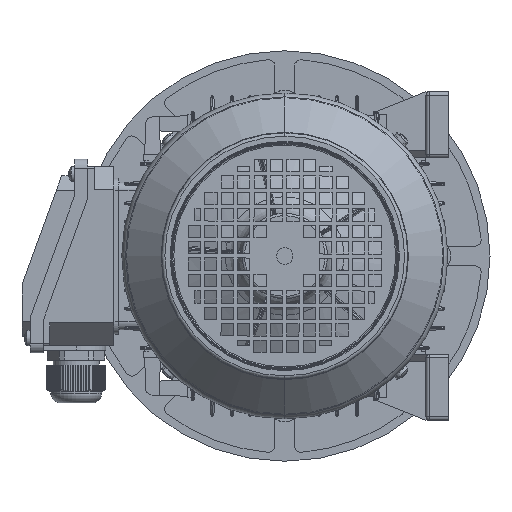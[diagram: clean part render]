
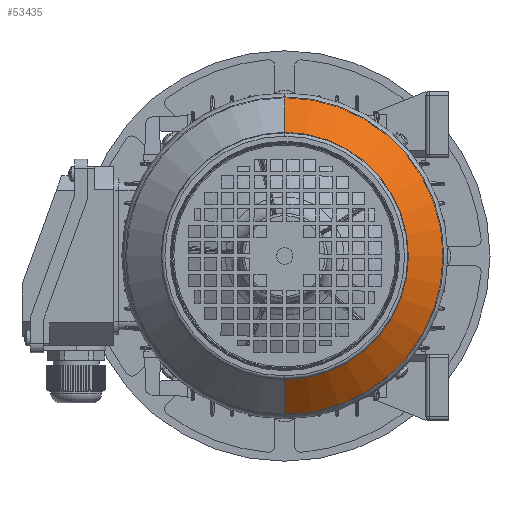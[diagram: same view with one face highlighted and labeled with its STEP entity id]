
A CAD part, left-side view. The second image highlights one B-rep face of the part: STEP entity #53435.
In plain terms, the highlighted conical face has half-angle 45 degrees and reference radius 75.293 mm.
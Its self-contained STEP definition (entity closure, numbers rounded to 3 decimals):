
#49415 = VERTEX_POINT ( 'NONE', #119142 ) ;
#49416 = VERTEX_POINT ( 'NONE', #119141 ) ;
#49481 = VERTEX_POINT ( 'NONE', #119322 ) ;
#49482 = VERTEX_POINT ( 'NONE', #119321 ) ;
#49484 = EDGE_CURVE ( 'NONE', #49482, #49416, #119320, .T. ) ;
#49487 = EDGE_CURVE ( 'NONE', #49481, #49415, #119316, .T. ) ;
#49491 = EDGE_CURVE ( 'NONE', #49482, #49481, #119310, .T. ) ;
#53435 = ADVANCED_FACE ( 'NONE', ( #77705 ), #77856, .T. ) ;
#53436 = EDGE_LOOP ( 'NONE', ( #53439, #53441, #53444, #53447 ) ) ;
#53439 = ORIENTED_EDGE ( 'NONE', *, *, #49484, .F. ) ;
#53441 = ORIENTED_EDGE ( 'NONE', *, *, #49491, .T. ) ;
#53444 = ORIENTED_EDGE ( 'NONE', *, *, #49487, .T. ) ;
#53447 = ORIENTED_EDGE ( 'NONE', *, *, #53448, .F. ) ;
#53448 = EDGE_CURVE ( 'NONE', #49416, #49415, #77816, .T. ) ;
#77703 = CARTESIAN_POINT ( 'NONE',  ( 91.707, 0., 0. ) ) ;
#77705 = FACE_OUTER_BOUND ( 'NONE', #53436, .T. ) ;
#77809 = DIRECTION ( 'NONE',  ( 0., 0., 1. ) ) ;
#77811 = DIRECTION ( 'NONE',  ( -1., 0., 0. ) ) ;
#77813 = CARTESIAN_POINT ( 'NONE',  ( 70.093, 0., 0. ) ) ;
#77815 = AXIS2_PLACEMENT_3D ( 'NONE', #77813, #77811, #77809 ) ;
#77816 = CIRCLE ( 'NONE', #77815, 96.907 ) ;
#77851 = DIRECTION ( 'NONE',  ( 0., 0., 1. ) ) ;
#77853 = DIRECTION ( 'NONE',  ( -1., 0., 0. ) ) ;
#77855 = AXIS2_PLACEMENT_3D ( 'NONE', #77703, #77853, #77851 ) ;
#77856 = CONICAL_SURFACE ( 'NONE', #77855, 75.293, 0.785 ) ;
#119141 = CARTESIAN_POINT ( 'NONE',  ( 70.093, 0., -96.907 ) ) ;
#119142 = CARTESIAN_POINT ( 'NONE',  ( 70.093, 0., 96.907 ) ) ;
#119302 = DIRECTION ( 'NONE',  ( 0., 0., 1. ) ) ;
#119303 = DIRECTION ( 'NONE',  ( -1., 0., 0. ) ) ;
#119304 = CARTESIAN_POINT ( 'NONE',  ( 91.707, 0., 0. ) ) ;
#119305 = AXIS2_PLACEMENT_3D ( 'NONE', #119304, #119303, #119302 ) ;
#119310 = CIRCLE ( 'NONE', #119305, 75.293 ) ;
#119313 = DIRECTION ( 'NONE',  ( -0.707, 0., 0.707 ) ) ;
#119314 = VECTOR ( 'NONE', #119313, 1000. ) ;
#119315 = CARTESIAN_POINT ( 'NONE',  ( 91.707, 0., 75.293 ) ) ;
#119316 = LINE ( 'NONE', #119315, #119314 ) ;
#119317 = DIRECTION ( 'NONE',  ( -0.707, 0., -0.707 ) ) ;
#119318 = VECTOR ( 'NONE', #119317, 1000. ) ;
#119319 = CARTESIAN_POINT ( 'NONE',  ( 91.707, 0., -75.293 ) ) ;
#119320 = LINE ( 'NONE', #119319, #119318 ) ;
#119321 = CARTESIAN_POINT ( 'NONE',  ( 91.707, 0., -75.293 ) ) ;
#119322 = CARTESIAN_POINT ( 'NONE',  ( 91.707, 0., 75.293 ) ) ;
